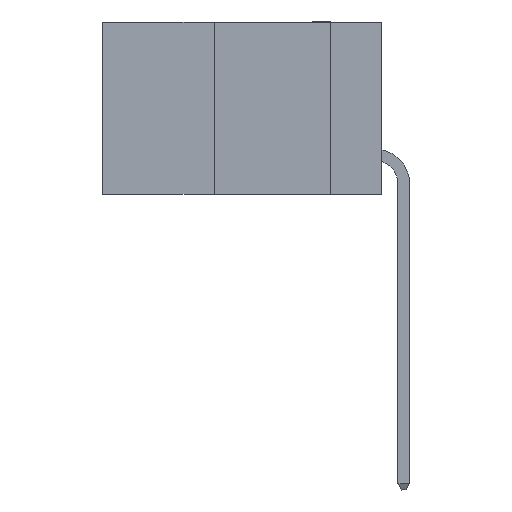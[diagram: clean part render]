
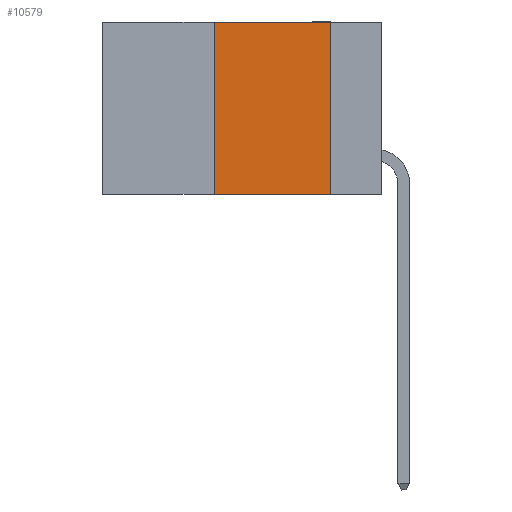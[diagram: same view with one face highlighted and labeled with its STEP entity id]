
A CAD part, left-side view. The second image highlights one B-rep face of the part: STEP entity #10579.
In plain terms, the highlighted planar face has unit normal (-1, 0, 0).
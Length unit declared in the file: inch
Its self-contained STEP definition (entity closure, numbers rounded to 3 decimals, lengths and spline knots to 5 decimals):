
#630 = DIRECTION ( 'NONE',  ( 1., 0., 0. ) ) ;
#957 = FACE_OUTER_BOUND ( 'NONE', #4303, .T. ) ;
#1406 = VECTOR ( 'NONE', #2855, 39.37008 ) ;
#1584 = CARTESIAN_POINT ( 'NONE',  ( 0., 0.6, 0. ) ) ;
#1690 = EDGE_CURVE ( 'NONE', #8731, #2860, #12059, .T. ) ;
#2461 = DIRECTION ( 'NONE',  ( 0., 0., -1. ) ) ;
#2523 = ORIENTED_EDGE ( 'NONE', *, *, #1690, .F. ) ;
#2855 = DIRECTION ( 'NONE',  ( 0., -1., 0. ) ) ;
#2860 = VERTEX_POINT ( 'NONE', #4484 ) ;
#2908 = EDGE_CURVE ( 'NONE', #2860, #7732, #6200, .T. ) ;
#3666 = CARTESIAN_POINT ( 'NONE',  ( 0., 0.11, -0.37 ) ) ;
#3714 = VECTOR ( 'NONE', #8479, 39.37008 ) ;
#4045 = LINE ( 'NONE', #5900, #11793 ) ;
#4303 = EDGE_LOOP ( 'NONE', ( #7831, #11392, #2523, #11191 ) ) ;
#4484 = CARTESIAN_POINT ( 'NONE',  ( 0., 0.36, 0. ) ) ;
#4792 = AXIS2_PLACEMENT_3D ( 'NONE', #1584, #630, #7237 ) ;
#5451 = VERTEX_POINT ( 'NONE', #3666 ) ;
#5540 = CARTESIAN_POINT ( 'NONE',  ( 0., 0.36, 0. ) ) ;
#5900 = CARTESIAN_POINT ( 'NONE',  ( 0., 0.11, 0. ) ) ;
#6200 = LINE ( 'NONE', #10445, #3714 ) ;
#7237 = DIRECTION ( 'NONE',  ( 0., 0., -1. ) ) ;
#7732 = VERTEX_POINT ( 'NONE', #10420 ) ;
#7799 = EDGE_CURVE ( 'NONE', #7732, #5451, #4045, .T. ) ;
#7831 = ORIENTED_EDGE ( 'NONE', *, *, #7799, .F. ) ;
#8397 = VECTOR ( 'NONE', #9144, 39.37008 ) ;
#8398 = CARTESIAN_POINT ( 'NONE',  ( 0., 0.6, -0.37 ) ) ;
#8479 = DIRECTION ( 'NONE',  ( 0., -1., 0. ) ) ;
#8731 = VERTEX_POINT ( 'NONE', #11518 ) ;
#9144 = DIRECTION ( 'NONE',  ( 0., 0., 1. ) ) ;
#9833 = EDGE_CURVE ( 'NONE', #8731, #5451, #10169, .T. ) ;
#10169 = LINE ( 'NONE', #8398, #1406 ) ;
#10420 = CARTESIAN_POINT ( 'NONE',  ( 0., 0.11, 0. ) ) ;
#10445 = CARTESIAN_POINT ( 'NONE',  ( 0., 0.6, 0. ) ) ;
#10497 = PLANE ( 'NONE',  #4792 ) ;
#10579 = ADVANCED_FACE ( 'NONE', ( #957 ), #10497, .F. ) ;
#11191 = ORIENTED_EDGE ( 'NONE', *, *, #9833, .T. ) ;
#11392 = ORIENTED_EDGE ( 'NONE', *, *, #2908, .F. ) ;
#11518 = CARTESIAN_POINT ( 'NONE',  ( 0., 0.36, -0.37 ) ) ;
#11793 = VECTOR ( 'NONE', #2461, 39.37008 ) ;
#12059 = LINE ( 'NONE', #5540, #8397 ) ;
